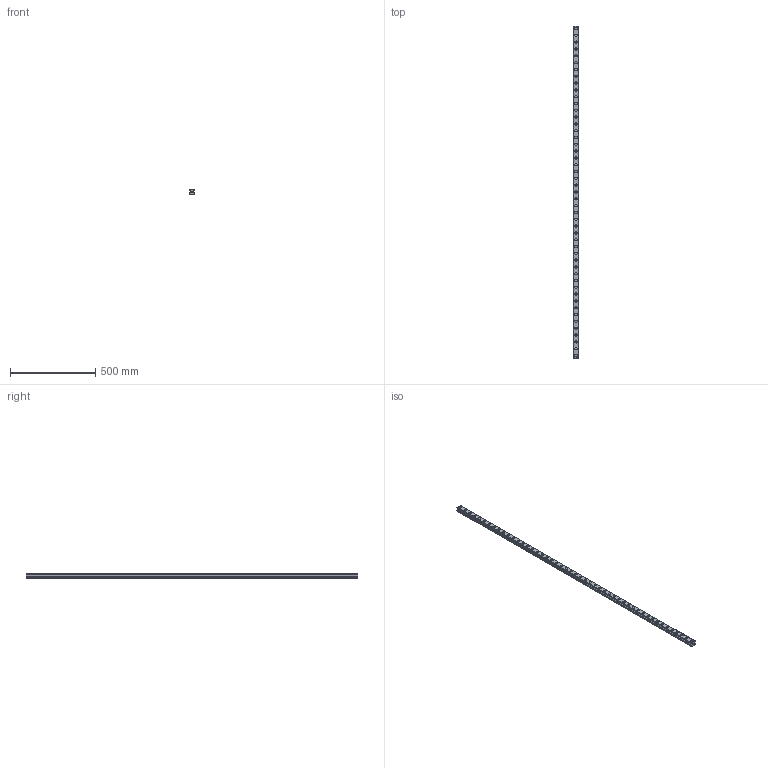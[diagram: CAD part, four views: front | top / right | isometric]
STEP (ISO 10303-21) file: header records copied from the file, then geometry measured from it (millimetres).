
FILE_DESCRIPTION(('STEP AP214'),'1');
FILE_NAME('cctmp_2E786026-9C23-4A9A-A035-8757BD99336B_2021_03_11_13_05_45_0012..stp','2021-03-11T12:05:45',('HIWIN GmbH'),('CADClick - www.CADClick.com'),'Spatial InterOp 3D',' ','unknown authorization');
FILE_SCHEMA(('AUTOMOTIVE_DESIGN'));
Length unit declared in the file: millimetre
Products named in the file (1): RGR30R1950H_FILE
Bounding box: 28 x 1950 x 28 mm (x, y, z)
Volume: 1118364.6 mm3; surface area: 289945 mm2
Topology: 1 solids, 1 shells, 556 faces, 1209 edges, 806 vertices
Faces by surface type: cylinder 312, plane 244
Entity records: 19929 total; most frequent: DIRECTION 2947, CARTESIAN_POINT 2572, ORIENTED_EDGE 2418, EDGE_CURVE 1209, AXIS2_PLACEMENT_3D 1181, VERTEX_POINT 806, EDGE_LOOP 707, CIRCLE 624
